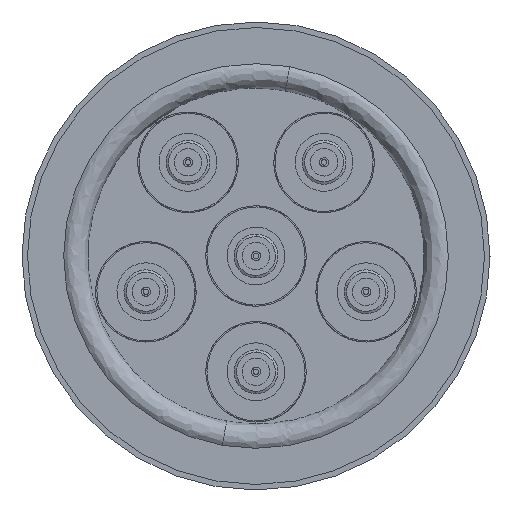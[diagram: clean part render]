
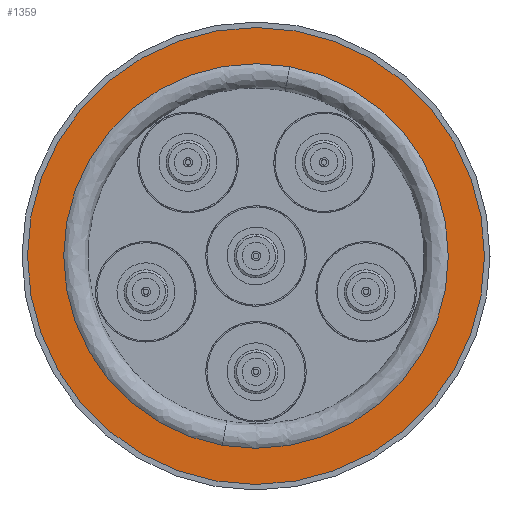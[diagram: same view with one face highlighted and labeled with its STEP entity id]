
A CAD part, left-side view. The second image highlights one B-rep face of the part: STEP entity #1359.
In plain terms, the highlighted face is planar.
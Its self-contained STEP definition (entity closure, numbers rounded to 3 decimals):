
#8 = VERTEX_POINT ( 'NONE', #1903 ) ;
#11 = AXIS2_PLACEMENT_3D ( 'NONE', #2954, #173, #1840 ) ;
#41 = CIRCLE ( 'NONE', #3115, 37.5 ) ;
#67 = DIRECTION ( 'NONE',  ( 0., 0., 1. ) ) ;
#90 = CARTESIAN_POINT ( 'NONE',  ( 31.564, 0., 1.95 ) ) ;
#173 = DIRECTION ( 'NONE',  ( 0., 0., 1. ) ) ;
#370 = PLANE ( 'NONE',  #1973 ) ;
#382 = DIRECTION ( 'NONE',  ( 1., 0., 0. ) ) ;
#466 = FACE_BOUND ( 'NONE', #490, .T. ) ;
#490 = EDGE_LOOP ( 'NONE', ( #1428, #729 ) ) ;
#504 = EDGE_CURVE ( 'NONE', #2564, #8, #2897, .T. ) ;
#729 = ORIENTED_EDGE ( 'NONE', *, *, #1752, .F. ) ;
#806 = VERTEX_POINT ( 'NONE', #1808 ) ;
#1002 = DIRECTION ( 'NONE',  ( 1., 0., 0. ) ) ;
#1085 = VERTEX_POINT ( 'NONE', #2698 ) ;
#1115 = EDGE_LOOP ( 'NONE', ( #2958, #3546 ) ) ;
#1312 = EDGE_CURVE ( 'NONE', #1085, #806, #41, .T. ) ;
#1359 = ADVANCED_FACE ( 'NONE', ( #466, #3371 ), #370, .T. ) ;
#1428 = ORIENTED_EDGE ( 'NONE', *, *, #504, .F. ) ;
#1663 = DIRECTION ( 'NONE',  ( 0., 0., 1. ) ) ;
#1741 = CARTESIAN_POINT ( 'NONE',  ( 0., 0., 1.95 ) ) ;
#1752 = EDGE_CURVE ( 'NONE', #8, #2564, #1897, .T. ) ;
#1808 = CARTESIAN_POINT ( 'NONE',  ( 37.5, 0., 1.95 ) ) ;
#1840 = DIRECTION ( 'NONE',  ( 1., 0., 0. ) ) ;
#1897 = CIRCLE ( 'NONE', #2296, 31.564 ) ;
#1903 = CARTESIAN_POINT ( 'NONE',  ( -31.564, 0., 1.95 ) ) ;
#1973 = AXIS2_PLACEMENT_3D ( 'NONE', #90, #2062, #382 ) ;
#2029 = AXIS2_PLACEMENT_3D ( 'NONE', #3293, #1663, #3561 ) ;
#2034 = DIRECTION ( 'NONE',  ( -1., 0., 0. ) ) ;
#2062 = DIRECTION ( 'NONE',  ( 0., 0., 1. ) ) ;
#2296 = AXIS2_PLACEMENT_3D ( 'NONE', #2525, #2657, #1002 ) ;
#2525 = CARTESIAN_POINT ( 'NONE',  ( 0., 0., 1.95 ) ) ;
#2564 = VERTEX_POINT ( 'NONE', #3221 ) ;
#2657 = DIRECTION ( 'NONE',  ( 0., 0., 1. ) ) ;
#2698 = CARTESIAN_POINT ( 'NONE',  ( -37.5, 0., 1.95 ) ) ;
#2760 = EDGE_CURVE ( 'NONE', #806, #1085, #3281, .T. ) ;
#2897 = CIRCLE ( 'NONE', #11, 31.564 ) ;
#2954 = CARTESIAN_POINT ( 'NONE',  ( 0., 0., 1.95 ) ) ;
#2958 = ORIENTED_EDGE ( 'NONE', *, *, #1312, .T. ) ;
#3115 = AXIS2_PLACEMENT_3D ( 'NONE', #1741, #67, #2034 ) ;
#3221 = CARTESIAN_POINT ( 'NONE',  ( 31.564, 0., 1.95 ) ) ;
#3281 = CIRCLE ( 'NONE', #2029, 37.5 ) ;
#3293 = CARTESIAN_POINT ( 'NONE',  ( 0., 0., 1.95 ) ) ;
#3371 = FACE_OUTER_BOUND ( 'NONE', #1115, .T. ) ;
#3546 = ORIENTED_EDGE ( 'NONE', *, *, #2760, .T. ) ;
#3561 = DIRECTION ( 'NONE',  ( -1., 0., 0. ) ) ;
